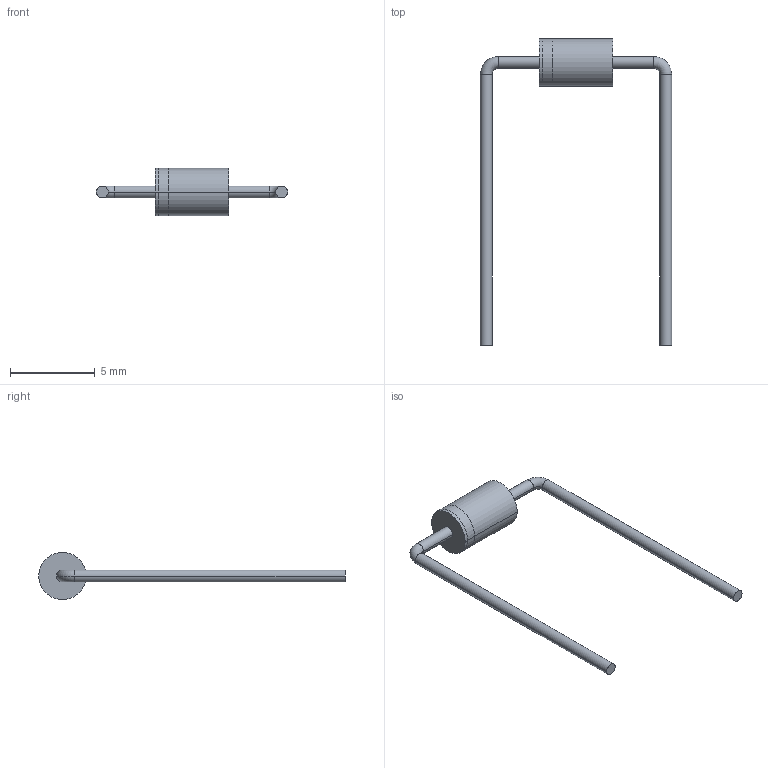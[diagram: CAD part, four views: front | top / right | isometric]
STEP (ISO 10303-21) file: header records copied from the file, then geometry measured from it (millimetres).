
FILE_DESCRIPTION (( 'STEP AP214' ), '1' );
FILE_NAME ('1N4732G A0G.STEP', '2022-01-27T19:26:24', ( '' ), ( '' ), 'SwSTEP 2.0', 'SolidWorks 2017', '' );
FILE_SCHEMA (( 'AUTOMOTIVE_DESIGN' ));
Length unit declared in the file: millimetre
Products named in the file (1): 1N4732G A0G
Bounding box: 11.3 x 18.1 x 2.8 mm (x, y, z)
Volume: 41.8 mm3; surface area: 155.7 mm2
Topology: 4 solids, 4 shells, 32 faces, 58 edges, 36 vertices
Faces by surface type: cylinder 18, plane 10, torus 4
Entity records: 863 total; most frequent: DIRECTION 164, CARTESIAN_POINT 127, ORIENTED_EDGE 116, AXIS2_PLACEMENT_3D 73, EDGE_CURVE 58, CIRCLE 40, VERTEX_POINT 36, EDGE_LOOP 36
